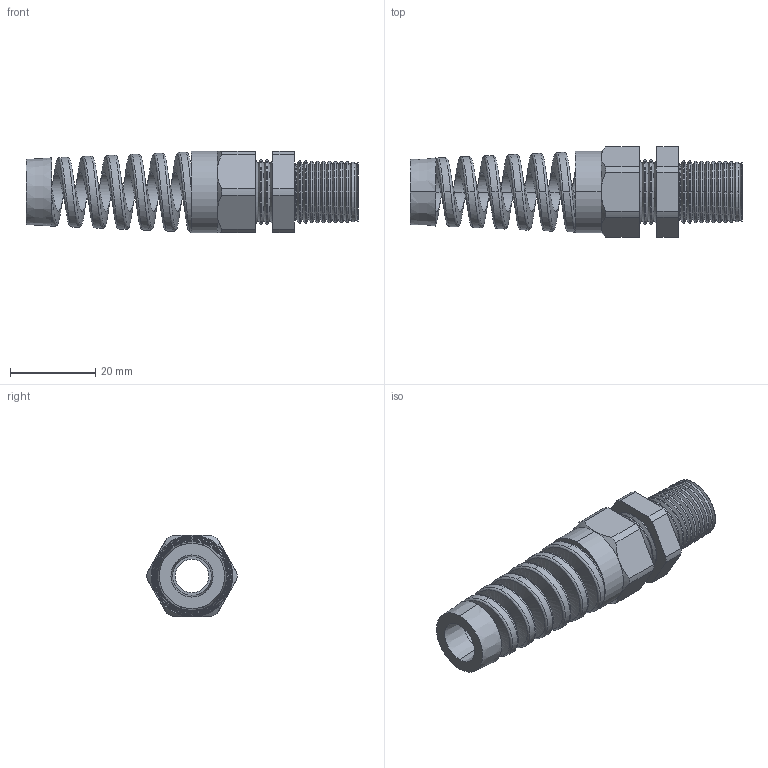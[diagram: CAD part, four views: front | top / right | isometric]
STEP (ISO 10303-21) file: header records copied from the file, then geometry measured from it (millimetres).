
FILE_DESCRIPTION (( 'STEP AP203' ), '1' );
FILE_NAME ('CF09CCA-BK.STEP', '2008-05-24T10:36:59', ( 'Baystate01' ), ( 'Baystate' ), 'SwSTEP 2.0', 'SolidWorks 2007', '' );
FILE_SCHEMA (( 'CONFIG_CONTROL_DESIGN' ));
Length unit declared in the file: inch
Products named in the file (1): CF09CCA-BK
Bounding box: 77.98 x 21.14 x 19.05 mm (x, y, z)
Volume: 10011.1 mm3; surface area: 8748.3 mm2
Topology: 2 solids, 2 shells, 182 faces, 423 edges, 248 vertices
Faces by surface type: cone 110, cylinder 38, plane 24, torus 6, bspline 4
Entity records: 11759 total; most frequent: CARTESIAN_POINT 7595, DIRECTION 872, ORIENTED_EDGE 846, EDGE_CURVE 423, AXIS2_PLACEMENT_3D 349, VERTEX_POINT 248, EDGE_LOOP 191, ADVANCED_FACE 182
